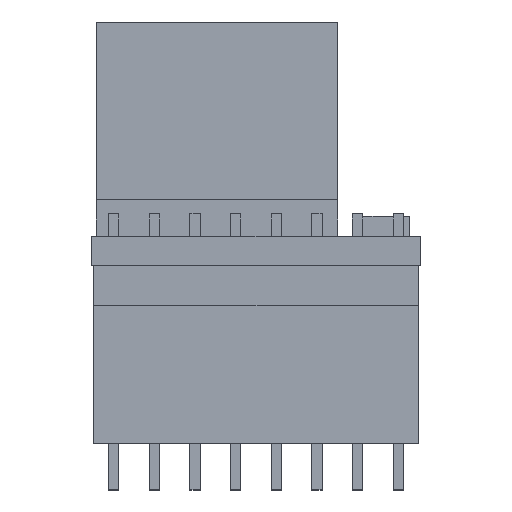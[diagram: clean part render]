
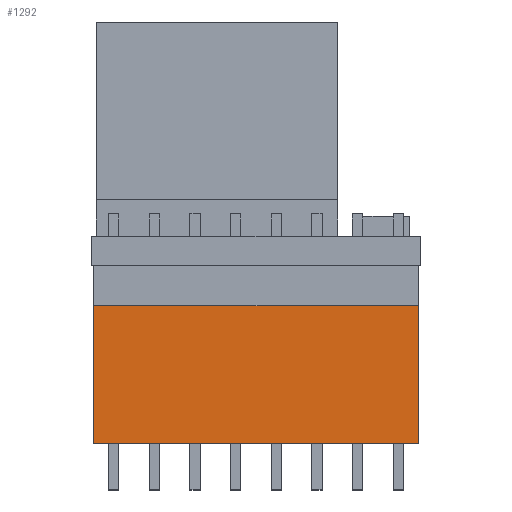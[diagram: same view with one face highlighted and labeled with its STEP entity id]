
A CAD part, top view. The second image highlights one B-rep face of the part: STEP entity #1292.
In plain terms, the highlighted planar face has unit normal (0, 0, 1).
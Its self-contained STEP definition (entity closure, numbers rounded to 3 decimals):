
#1130 = EDGE_CURVE ( 'NONE', #6858, #8931, #2132, .T. ) ;
#1292 = ADVANCED_FACE ( 'NONE', ( #2362 ), #9491, .F. ) ;
#1467 = VERTEX_POINT ( 'NONE', #2096 ) ;
#1959 = VERTEX_POINT ( 'NONE', #7086 ) ;
#1970 = EDGE_LOOP ( 'NONE', ( #4436, #8734, #7597, #4028 ) ) ;
#2096 = CARTESIAN_POINT ( 'NONE',  ( -10.16, -2.54, 7.62 ) ) ;
#2132 = LINE ( 'NONE', #9436, #5333 ) ;
#2362 = FACE_OUTER_BOUND ( 'NONE', #1970, .T. ) ;
#2462 = CARTESIAN_POINT ( 'NONE',  ( 10.16, -11.14, 7.62 ) ) ;
#2579 = LINE ( 'NONE', #6143, #3096 ) ;
#2786 = CARTESIAN_POINT ( 'NONE',  ( -10.16, -11.14, 7.62 ) ) ;
#2799 = DIRECTION ( 'NONE',  ( 0., 0., -1. ) ) ;
#2883 = EDGE_CURVE ( 'NONE', #6858, #1959, #10481, .T. ) ;
#2970 = VECTOR ( 'NONE', #9533, 1000. ) ;
#3096 = VECTOR ( 'NONE', #7536, 1000. ) ;
#3596 = AXIS2_PLACEMENT_3D ( 'NONE', #6492, #2799, #10750 ) ;
#4028 = ORIENTED_EDGE ( 'NONE', *, *, #1130, .T. ) ;
#4131 = VECTOR ( 'NONE', #5472, 1000. ) ;
#4436 = ORIENTED_EDGE ( 'NONE', *, *, #7912, .T. ) ;
#5333 = VECTOR ( 'NONE', #7669, 1000. ) ;
#5472 = DIRECTION ( 'NONE',  ( 0., 1., 0. ) ) ;
#5864 = CARTESIAN_POINT ( 'NONE',  ( 10.16, -11.14, 7.62 ) ) ;
#6143 = CARTESIAN_POINT ( 'NONE',  ( 10.16, -2.54, 7.62 ) ) ;
#6279 = EDGE_CURVE ( 'NONE', #1959, #1467, #8154, .T. ) ;
#6492 = CARTESIAN_POINT ( 'NONE',  ( 10.16, -11.14, 7.62 ) ) ;
#6858 = VERTEX_POINT ( 'NONE', #2462 ) ;
#7086 = CARTESIAN_POINT ( 'NONE',  ( -10.16, -11.14, 7.62 ) ) ;
#7536 = DIRECTION ( 'NONE',  ( -1., 0., 0. ) ) ;
#7597 = ORIENTED_EDGE ( 'NONE', *, *, #2883, .F. ) ;
#7669 = DIRECTION ( 'NONE',  ( 0., 1., 0. ) ) ;
#7912 = EDGE_CURVE ( 'NONE', #8931, #1467, #2579, .T. ) ;
#8154 = LINE ( 'NONE', #2786, #4131 ) ;
#8734 = ORIENTED_EDGE ( 'NONE', *, *, #6279, .F. ) ;
#8931 = VERTEX_POINT ( 'NONE', #11046 ) ;
#9436 = CARTESIAN_POINT ( 'NONE',  ( 10.16, -11.14, 7.62 ) ) ;
#9491 = PLANE ( 'NONE',  #3596 ) ;
#9533 = DIRECTION ( 'NONE',  ( -1., 0., 0. ) ) ;
#10481 = LINE ( 'NONE', #5864, #2970 ) ;
#10750 = DIRECTION ( 'NONE',  ( -1., 0., 0. ) ) ;
#11046 = CARTESIAN_POINT ( 'NONE',  ( 10.16, -2.54, 7.62 ) ) ;
